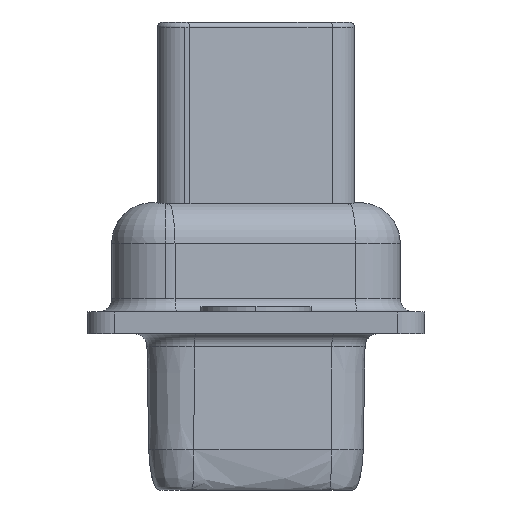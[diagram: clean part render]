
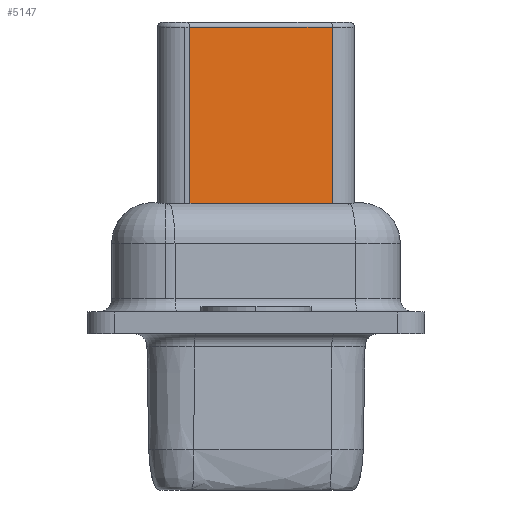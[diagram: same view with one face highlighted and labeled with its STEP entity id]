
A CAD part, left-side view. The second image highlights one B-rep face of the part: STEP entity #5147.
In plain terms, the highlighted planar face has unit normal (-0.985, -0.174, 0).
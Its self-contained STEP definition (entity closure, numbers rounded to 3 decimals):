
#232 = CARTESIAN_POINT ( 'NONE',  ( -26.215, -2.824, 17.15 ) ) ;
#269 = ORIENTED_EDGE ( 'NONE', *, *, #5610, .T. ) ;
#390 = VERTEX_POINT ( 'NONE', #7522 ) ;
#721 = EDGE_CURVE ( 'NONE', #6179, #928, #6371, .T. ) ;
#928 = VERTEX_POINT ( 'NONE', #6065 ) ;
#1626 = ORIENTED_EDGE ( 'NONE', *, *, #8726, .T. ) ;
#1814 = CARTESIAN_POINT ( 'NONE',  ( -27.15, 2.476, 17.35 ) ) ;
#2509 = VERTEX_POINT ( 'NONE', #10902 ) ;
#2989 = CARTESIAN_POINT ( 'NONE',  ( -26.215, -2.824, 17.35 ) ) ;
#3475 = CARTESIAN_POINT ( 'NONE',  ( -27.15, 2.476, 10.35 ) ) ;
#4202 = ORIENTED_EDGE ( 'NONE', *, *, #10706, .T. ) ;
#4458 = FACE_OUTER_BOUND ( 'NONE', #4548, .T. ) ;
#4548 = EDGE_LOOP ( 'NONE', ( #6348, #1626, #4202, #269 ) ) ;
#4589 = CARTESIAN_POINT ( 'NONE',  ( -27.15, 2.476, 17.15 ) ) ;
#5147 = ADVANCED_FACE ( 'NONE', ( #4458 ), #10618, .F. ) ;
#5297 = DIRECTION ( 'NONE',  ( 0., 0., -1. ) ) ;
#5317 = DIRECTION ( 'NONE',  ( -0.174, 0.985, 0. ) ) ;
#5487 = VECTOR ( 'NONE', #6965, 1000. ) ;
#5567 = DIRECTION ( 'NONE',  ( 0., 0., -1. ) ) ;
#5610 = EDGE_CURVE ( 'NONE', #2509, #928, #6865, .T. ) ;
#6065 = CARTESIAN_POINT ( 'NONE',  ( -26.215, -2.824, 10.35 ) ) ;
#6179 = VERTEX_POINT ( 'NONE', #232 ) ;
#6348 = ORIENTED_EDGE ( 'NONE', *, *, #721, .F. ) ;
#6371 = LINE ( 'NONE', #2989, #10248 ) ;
#6437 = DIRECTION ( 'NONE',  ( -0.174, 0.985, 0. ) ) ;
#6865 = LINE ( 'NONE', #3475, #5487 ) ;
#6965 = DIRECTION ( 'NONE',  ( 0.174, -0.985, 0. ) ) ;
#7210 = VECTOR ( 'NONE', #5297, 1000. ) ;
#7522 = CARTESIAN_POINT ( 'NONE',  ( -27.15, 2.476, 17.15 ) ) ;
#7831 = CARTESIAN_POINT ( 'NONE',  ( -27.15, 2.476, 17.35 ) ) ;
#8021 = AXIS2_PLACEMENT_3D ( 'NONE', #7831, #9553, #5317 ) ;
#8726 = EDGE_CURVE ( 'NONE', #6179, #390, #9795, .T. ) ;
#9374 = VECTOR ( 'NONE', #6437, 1000. ) ;
#9553 = DIRECTION ( 'NONE',  ( 0.985, 0.174, 0. ) ) ;
#9642 = LINE ( 'NONE', #1814, #7210 ) ;
#9795 = LINE ( 'NONE', #4589, #9374 ) ;
#10248 = VECTOR ( 'NONE', #5567, 1000. ) ;
#10618 = PLANE ( 'NONE',  #8021 ) ;
#10706 = EDGE_CURVE ( 'NONE', #390, #2509, #9642, .T. ) ;
#10902 = CARTESIAN_POINT ( 'NONE',  ( -27.15, 2.476, 10.35 ) ) ;
